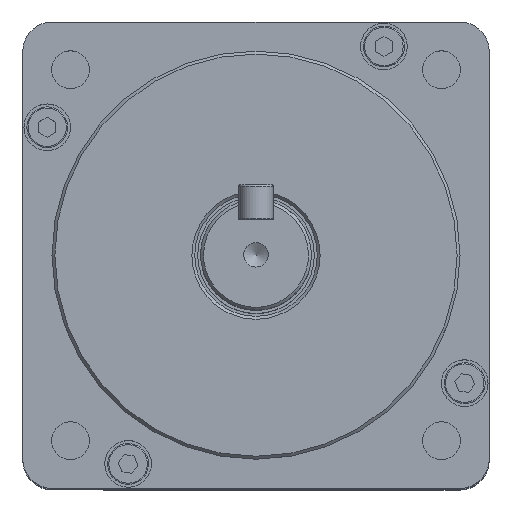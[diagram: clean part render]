
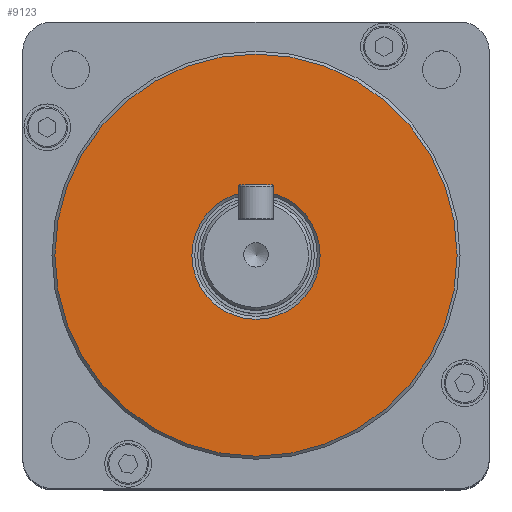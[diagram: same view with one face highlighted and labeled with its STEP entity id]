
A CAD part, top view. The second image highlights one B-rep face of the part: STEP entity #9123.
In plain terms, the highlighted planar face has unit normal (0, 0, 1).
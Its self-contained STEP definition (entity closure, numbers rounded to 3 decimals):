
#5218 = VERTEX_POINT ( 'NONE', #8415 ) ;
#5635 = FACE_OUTER_BOUND ( 'NONE', #21476, .T. ) ;
#5718 = EDGE_LOOP ( 'NONE', ( #8642 ) ) ;
#8415 = CARTESIAN_POINT ( 'NONE',  ( -34.5, 0., 19.5 ) ) ;
#8642 = ORIENTED_EDGE ( 'NONE', *, *, #32199, .T. ) ;
#9123 = ADVANCED_FACE ( 'NONE', ( #17254, #5635 ), #14629, .F. ) ;
#10680 = CARTESIAN_POINT ( 'NONE',  ( 0., 0., 19.5 ) ) ;
#14456 = DIRECTION ( 'NONE',  ( -1., 0., 0. ) ) ;
#14478 = CIRCLE ( 'NONE', #33592, 34.5 ) ;
#14629 = PLANE ( 'NONE',  #32828 ) ;
#15625 = DIRECTION ( 'NONE',  ( 0., 0., -1. ) ) ;
#17073 = CARTESIAN_POINT ( 'NONE',  ( 0., 10.5, 19.5 ) ) ;
#17254 = FACE_BOUND ( 'NONE', #5718, .T. ) ;
#18537 = AXIS2_PLACEMENT_3D ( 'NONE', #30173, #15625, #21382 ) ;
#21382 = DIRECTION ( 'NONE',  ( -1., 0., 0. ) ) ;
#21476 = EDGE_LOOP ( 'NONE', ( #31750 ) ) ;
#22090 = DIRECTION ( 'NONE',  ( 0., 0., 1. ) ) ;
#25706 = CIRCLE ( 'NONE', #18537, 11. ) ;
#28648 = DIRECTION ( 'NONE',  ( 0., 0., -1. ) ) ;
#30173 = CARTESIAN_POINT ( 'NONE',  ( 0., 0., 19.5 ) ) ;
#31052 = VERTEX_POINT ( 'NONE', #33680 ) ;
#31750 = ORIENTED_EDGE ( 'NONE', *, *, #33253, .T. ) ;
#32199 = EDGE_CURVE ( 'NONE', #31052, #31052, #25706, .T. ) ;
#32828 = AXIS2_PLACEMENT_3D ( 'NONE', #17073, #28648, #14456 ) ;
#33253 = EDGE_CURVE ( 'NONE', #5218, #5218, #14478, .T. ) ;
#33592 = AXIS2_PLACEMENT_3D ( 'NONE', #10680, #22090, #35960 ) ;
#33680 = CARTESIAN_POINT ( 'NONE',  ( -11., 0., 19.5 ) ) ;
#35960 = DIRECTION ( 'NONE',  ( -1., 0., 0. ) ) ;
